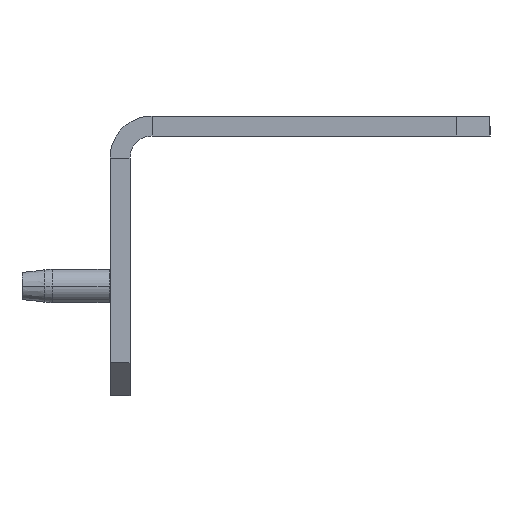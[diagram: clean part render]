
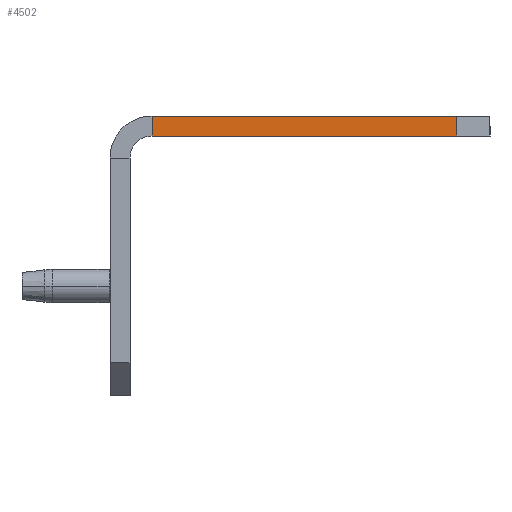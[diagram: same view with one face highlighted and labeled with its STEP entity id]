
A CAD part, left-side view. The second image highlights one B-rep face of the part: STEP entity #4502.
In plain terms, the highlighted planar face has unit normal (-1, 0, 0).
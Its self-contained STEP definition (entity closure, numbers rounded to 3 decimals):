
#27 = PLANE ( 'NONE',  #5080 ) ;
#240 = CARTESIAN_POINT ( 'NONE',  ( -137.5, -18., -3.3 ) ) ;
#477 = LINE ( 'NONE', #240, #3555 ) ;
#549 = CARTESIAN_POINT ( 'NONE',  ( -137.5, -21., -54. ) ) ;
#580 = CARTESIAN_POINT ( 'NONE',  ( -137.5, -21., 0. ) ) ;
#947 = CARTESIAN_POINT ( 'NONE',  ( -137.5, -18., -49. ) ) ;
#952 = EDGE_CURVE ( 'NONE', #2271, #4720, #3922, .T. ) ;
#972 = CARTESIAN_POINT ( 'NONE',  ( -137.5, -21., -49. ) ) ;
#2046 = FACE_OUTER_BOUND ( 'NONE', #5876, .T. ) ;
#2072 = EDGE_CURVE ( 'NONE', #5372, #2271, #477, .T. ) ;
#2271 = VERTEX_POINT ( 'NONE', #7137 ) ;
#2309 = EDGE_CURVE ( 'NONE', #5372, #6667, #3381, .T. ) ;
#2408 = VECTOR ( 'NONE', #5623, 1000. ) ;
#2908 = ORIENTED_EDGE ( 'NONE', *, *, #2072, .F. ) ;
#3273 = CARTESIAN_POINT ( 'NONE',  ( -137.5, -18., -54. ) ) ;
#3381 = LINE ( 'NONE', #3273, #4604 ) ;
#3555 = VECTOR ( 'NONE', #6405, 1000. ) ;
#3922 = LINE ( 'NONE', #580, #2408 ) ;
#3961 = DIRECTION ( 'NONE',  ( 1., 0., 0. ) ) ;
#4502 = ADVANCED_FACE ( 'NONE', ( #2046 ), #27, .F. ) ;
#4604 = VECTOR ( 'NONE', #5509, 1000. ) ;
#4647 = CARTESIAN_POINT ( 'NONE',  ( -137.5, -18., -3.3 ) ) ;
#4720 = VERTEX_POINT ( 'NONE', #6119 ) ;
#5080 = AXIS2_PLACEMENT_3D ( 'NONE', #549, #3961, #6818 ) ;
#5372 = VERTEX_POINT ( 'NONE', #4647 ) ;
#5431 = DIRECTION ( 'NONE',  ( 0., -1., 0. ) ) ;
#5509 = DIRECTION ( 'NONE',  ( 0., 0., -1. ) ) ;
#5623 = DIRECTION ( 'NONE',  ( 0., 0., -1. ) ) ;
#5812 = ORIENTED_EDGE ( 'NONE', *, *, #2309, .T. ) ;
#5876 = EDGE_LOOP ( 'NONE', ( #5812, #6276, #6766, #2908 ) ) ;
#6018 = LINE ( 'NONE', #972, #6725 ) ;
#6119 = CARTESIAN_POINT ( 'NONE',  ( -137.5, -21., -49. ) ) ;
#6276 = ORIENTED_EDGE ( 'NONE', *, *, #6681, .T. ) ;
#6405 = DIRECTION ( 'NONE',  ( 0., -1., 0. ) ) ;
#6667 = VERTEX_POINT ( 'NONE', #947 ) ;
#6681 = EDGE_CURVE ( 'NONE', #6667, #4720, #6018, .T. ) ;
#6725 = VECTOR ( 'NONE', #5431, 1000. ) ;
#6766 = ORIENTED_EDGE ( 'NONE', *, *, #952, .F. ) ;
#6818 = DIRECTION ( 'NONE',  ( 0., 0., -1. ) ) ;
#7137 = CARTESIAN_POINT ( 'NONE',  ( -137.5, -21., -3.3 ) ) ;
